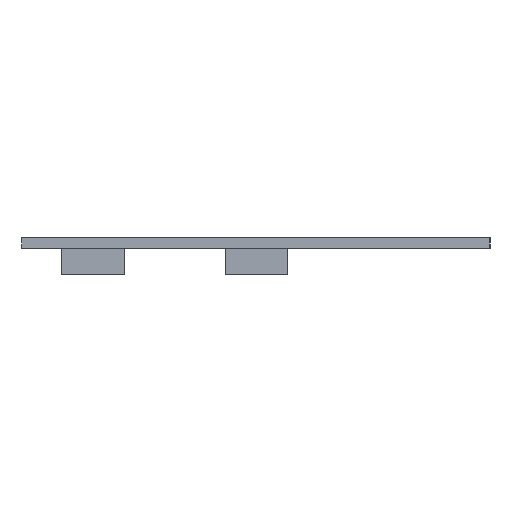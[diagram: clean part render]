
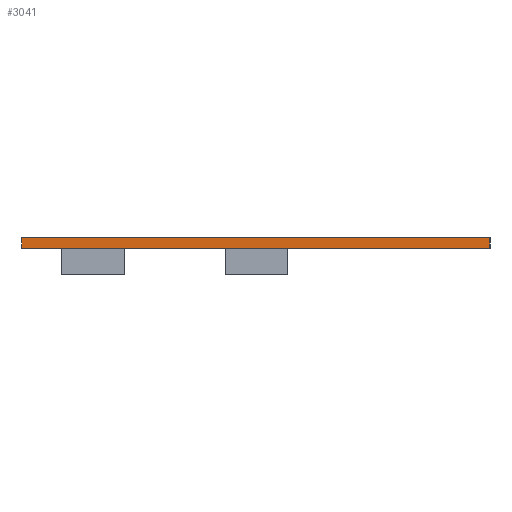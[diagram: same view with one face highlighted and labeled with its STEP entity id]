
A CAD part, left-side view. The second image highlights one B-rep face of the part: STEP entity #3041.
In plain terms, the highlighted planar face has unit normal (-1, 0, 0).
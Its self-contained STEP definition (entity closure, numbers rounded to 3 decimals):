
#49=PLANE('',#3209);
#215=FACE_OUTER_BOUND('',#377,.T.);
#377=EDGE_LOOP('',(#2705,#2706,#2707,#2708));
#845=LINE('',#12381,#1041);
#846=LINE('',#12383,#1042);
#847=LINE('',#12385,#1043);
#848=LINE('',#12386,#1044);
#1041=VECTOR('',#3723,10.);
#1042=VECTOR('',#3724,10.);
#1043=VECTOR('',#3725,10.);
#1044=VECTOR('',#3726,10.);
#1357=VERTEX_POINT('',#12379);
#1358=VERTEX_POINT('',#12380);
#1359=VERTEX_POINT('',#12382);
#1360=VERTEX_POINT('',#12384);
#1821=EDGE_CURVE('',#1357,#1358,#845,.T.);
#1822=EDGE_CURVE('',#1357,#1359,#846,.T.);
#1823=EDGE_CURVE('',#1360,#1359,#847,.T.);
#1824=EDGE_CURVE('',#1358,#1360,#848,.T.);
#2705=ORIENTED_EDGE('',*,*,#1821,.F.);
#2706=ORIENTED_EDGE('',*,*,#1822,.T.);
#2707=ORIENTED_EDGE('',*,*,#1823,.F.);
#2708=ORIENTED_EDGE('',*,*,#1824,.F.);
#3041=ADVANCED_FACE('',(#215),#49,.T.);
#3209=AXIS2_PLACEMENT_3D('',#12378,#3721,#3722);
#3721=DIRECTION('center_axis',(-1.,0.,0.));
#3722=DIRECTION('ref_axis',(0.,1.,0.));
#3723=DIRECTION('',(0.,-1.,0.));
#3724=DIRECTION('',(0.,0.,-1.));
#3725=DIRECTION('',(0.,1.,0.));
#3726=DIRECTION('',(0.,0.,-1.));
#12378=CARTESIAN_POINT('Origin',(2.4,0.,0.));
#12379=CARTESIAN_POINT('',(2.4,90.,0.));
#12380=CARTESIAN_POINT('',(2.4,0.,0.));
#12381=CARTESIAN_POINT('',(2.4,90.,0.));
#12382=CARTESIAN_POINT('',(2.4,90.,-2.));
#12383=CARTESIAN_POINT('',(2.4,90.,0.));
#12384=CARTESIAN_POINT('',(2.4,0.,-2.));
#12385=CARTESIAN_POINT('',(2.4,90.,-2.));
#12386=CARTESIAN_POINT('',(2.4,0.,0.));
